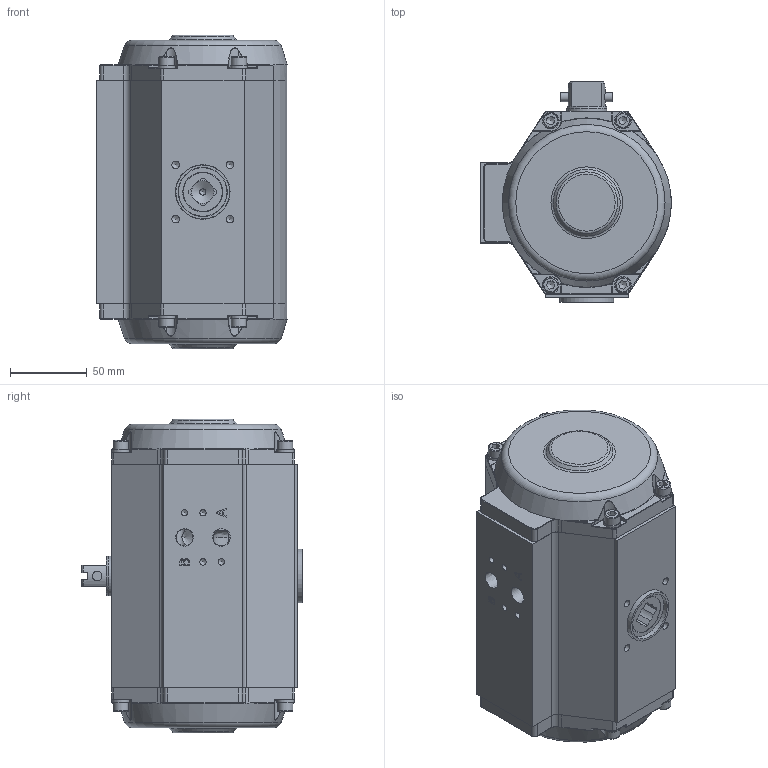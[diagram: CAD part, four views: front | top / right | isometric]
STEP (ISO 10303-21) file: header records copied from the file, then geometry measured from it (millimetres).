
FILE_DESCRIPTION((''),'2;1');
FILE_NAME('RD5025005000000.stp','2011-10-31T11:33:20',('ggavali'),(''),'Autodesk Inventor 2008','Autodesk Inventor 2008','');
FILE_SCHEMA(('AUTOMOTIVE_DESIGN { 1 0 10303 214 1 1 1 1 }'));
Length unit declared in the file: millimetre
Products named in the file (25): RD5025005000000; RG1C0A3AB000G0; PBLAG302505ZR1; PBLAG302505ZR0; MBLAG302505ZR0; 7460045-01; 7460073-01; 63212026; 63212030; 7250178-01; 61111035; 7460077-05; RW1C0A5ABV14G0; PBKOD5025000; MBKOD5025000; RK1C0A5A; 632111090; 625160084; 625150309; PBDEK5025000; RD2C0A5A0000R0; 61636103; 60599415; 6330046; 7180001
Assembly tree (35 placements, depth 5):
  RD5025005000000
    RG1C0A3AB000G0
    PBLAG302505ZR1
      PBLAG302505ZR0
        MBLAG302505ZR0
          7460045-01
          7460073-01
          63212026  x2
          63212030  x2
        7250178-01
        61111035
      7460077-05
    RW1C0A5ABV14G0
    PBKOD5025000  x2
      MBKOD5025000
        RK1C0A5A
        632111090
        625160084
      625150309
    PBDEK5025000  x2
      RD2C0A5A0000R0
      61636103
      60599415
      6330046
    7180001  x2
Bounding box: 124 x 143.5 x 204.3 mm (x, y, z)
Volume: 1169251.4 mm3; surface area: 381978.5 mm2
Topology: 41 solids, 41 shells, 1884 faces, 4557 edges, 2798 vertices
Faces by surface type: plane 527, cylinder 494, bspline 480, torus 184, cone 183, sphere 16
Full cylindrical faces by diameter (mm): 2.5 x2, 6 x9, 6.1 x2, 6.4 x8, 8.5 x12, 10 x8, 11 x8, 17 x2, 18.5 x1, 26 x8, 29.4 x4, 31.6 x1, 32 x5, 33 x1, 35 x10, 35.2 x1, 40 x1, 45 x1, 92.6 x4, 97 x4, 99.6 x6, 100 x5
Entity records: 45325 total; most frequent: CARTESIAN_POINT 21255, DIRECTION 4826, ORIENTED_EDGE 4760, EDGE_CURVE 2380, AXIS2_PLACEMENT_3D 2002, VERTEX_POINT 1582, EDGE_LOOP 1338, CIRCLE 1157
